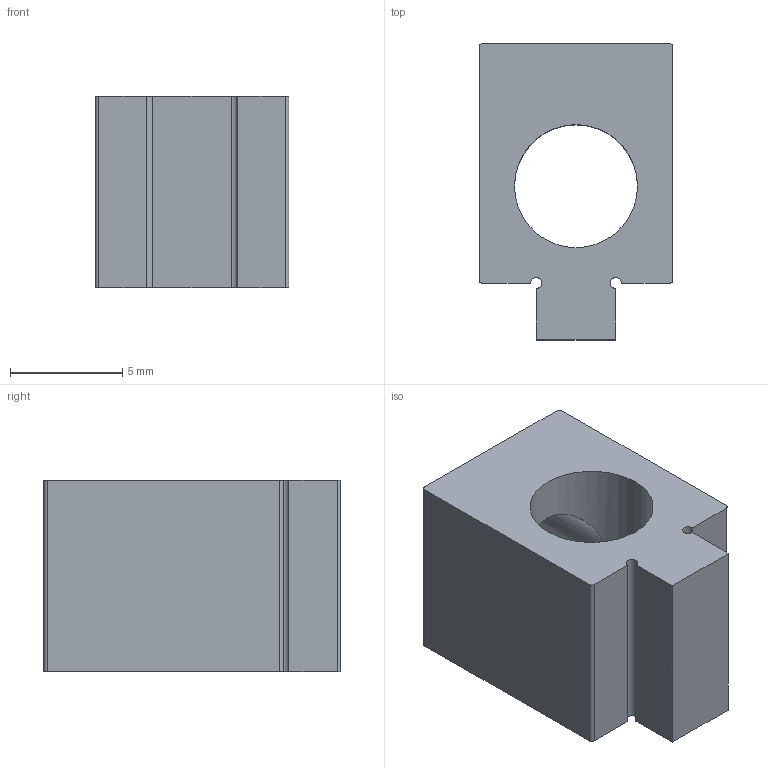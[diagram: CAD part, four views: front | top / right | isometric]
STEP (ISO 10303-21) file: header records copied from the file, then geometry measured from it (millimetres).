
FILE_DESCRIPTION((''),'2;1');
FILE_NAME('13493.stp','2011-06-30T08:53:12',('DHiltner'),(''),'Autodesk Inventor 2011','Autodesk Inventor 2011','');
FILE_SCHEMA(('AUTOMOTIVE_DESIGN { 1 0 10303 214 1 1 1 1 }'));
Length unit declared in the file: inch
Products named in the file (1): 13493
Bounding box: 8.64 x 13.21 x 8.53 mm (x, y, z)
Volume: 591.9 mm3; surface area: 707.1 mm2
Topology: 1 solids, 1 shells, 25 faces, 63 edges, 42 vertices
Faces by surface type: plane 12, cylinder 10, cone 3
Full cylindrical faces by diameter (mm): 4.623 x1, 5.486 x1
Entity records: 835 total; most frequent: CARTESIAN_POINT 204, DIRECTION 124, ORIENTED_EDGE 118, EDGE_CURVE 59, AXIS2_PLACEMENT_3D 44, VERTEX_POINT 41, VECTOR 36, LINE 36
